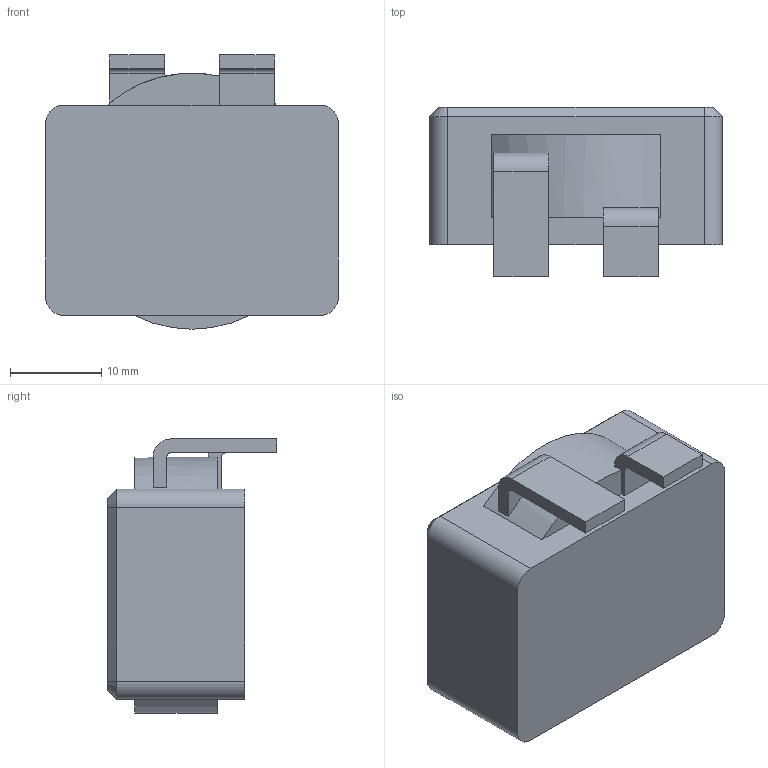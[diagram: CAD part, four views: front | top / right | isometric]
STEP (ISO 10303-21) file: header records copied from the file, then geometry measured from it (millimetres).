
FILE_DESCRIPTION (( 'STEP AP214' ), '1' );
FILE_NAME ('萇赽啋璃尨砩.STEP', '2024-12-10T06:55:06', ( '' ), ( '' ), 'SwSTEP 2.0', 'SolidWorks 2022', '' );
FILE_SCHEMA (( 'AUTOMOTIVE_DESIGN' ));
Length unit declared in the file: millimetre
Products named in the file (1): 萇赽啋璃尨砩
Bounding box: 32 x 18.5 x 30 mm (x, y, z)
Volume: 11672.2 mm3; surface area: 3494.4 mm2
Topology: 1 solids, 1 shells, 44 faces, 109 edges, 70 vertices
Faces by surface type: plane 29, cylinder 11, cone 4
Entity records: 1333 total; most frequent: DIRECTION 229, CARTESIAN_POINT 224, ORIENTED_EDGE 218, EDGE_CURVE 109, VECTOR 79, LINE 79, AXIS2_PLACEMENT_3D 75, VERTEX_POINT 70
